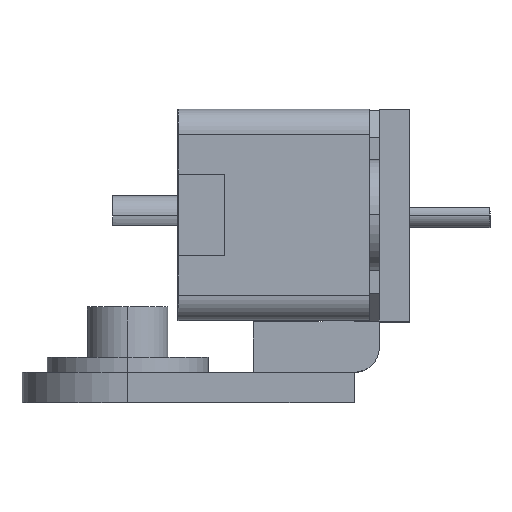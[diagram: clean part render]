
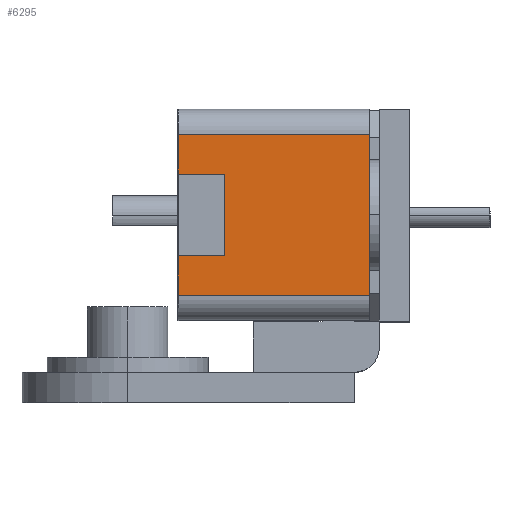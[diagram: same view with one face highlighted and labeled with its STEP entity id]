
A CAD part, top view. The second image highlights one B-rep face of the part: STEP entity #6295.
In plain terms, the highlighted planar face has unit normal (0, 0, 1).
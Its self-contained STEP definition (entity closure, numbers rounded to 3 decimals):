
#173 = VERTEX_POINT ( 'NONE', #2670 ) ;
#181 = ORIENTED_EDGE ( 'NONE', *, *, #3138, .F. ) ;
#266 = EDGE_CURVE ( 'NONE', #3028, #6216, #4020, .T. ) ;
#746 = VERTEX_POINT ( 'NONE', #7085 ) ;
#787 = DIRECTION ( 'NONE',  ( 0., 0., -1. ) ) ;
#1597 = DIRECTION ( 'NONE',  ( 1., 0., 0. ) ) ;
#1647 = ORIENTED_EDGE ( 'NONE', *, *, #266, .F. ) ;
#1652 = VERTEX_POINT ( 'NONE', #4466 ) ;
#1720 = ORIENTED_EDGE ( 'NONE', *, *, #3589, .T. ) ;
#1780 = VECTOR ( 'NONE', #6370, 1000. ) ;
#1787 = AXIS2_PLACEMENT_3D ( 'NONE', #4545, #787, #5902 ) ;
#1843 = LINE ( 'NONE', #5356, #5426 ) ;
#1890 = CARTESIAN_POINT ( 'NONE',  ( -8.1, 9.2, 21. ) ) ;
#1898 = CARTESIAN_POINT ( 'NONE',  ( -21., 0., 21. ) ) ;
#1997 = EDGE_CURVE ( 'NONE', #5835, #746, #1843, .T. ) ;
#2083 = EDGE_CURVE ( 'NONE', #173, #6216, #2770, .T. ) ;
#2186 = VECTOR ( 'NONE', #2580, 1000. ) ;
#2260 = CARTESIAN_POINT ( 'NONE',  ( 8.1, 0., 21. ) ) ;
#2282 = LINE ( 'NONE', #2855, #4911 ) ;
#2458 = LINE ( 'NONE', #1890, #4705 ) ;
#2580 = DIRECTION ( 'NONE',  ( 1., 0., 0. ) ) ;
#2670 = CARTESIAN_POINT ( 'NONE',  ( -16., 0., 21. ) ) ;
#2708 = CARTESIAN_POINT ( 'NONE',  ( -8.1, 0., 21. ) ) ;
#2770 = LINE ( 'NONE', #4613, #5178 ) ;
#2855 = CARTESIAN_POINT ( 'NONE',  ( 16., 38., 21. ) ) ;
#2868 = DIRECTION ( 'NONE',  ( 1., 0., 0. ) ) ;
#2900 = VERTEX_POINT ( 'NONE', #4354 ) ;
#2995 = CARTESIAN_POINT ( 'NONE',  ( -8.1, 9.2, 21. ) ) ;
#3028 = VERTEX_POINT ( 'NONE', #2995 ) ;
#3138 = EDGE_CURVE ( 'NONE', #746, #3028, #2458, .T. ) ;
#3399 = CARTESIAN_POINT ( 'NONE',  ( -21., 38., 21. ) ) ;
#3589 = EDGE_CURVE ( 'NONE', #5835, #2900, #5447, .T. ) ;
#3592 = DIRECTION ( 'NONE',  ( 0., 1., 0. ) ) ;
#3723 = CARTESIAN_POINT ( 'NONE',  ( 16., 38., 21. ) ) ;
#3819 = VECTOR ( 'NONE', #6253, 1000. ) ;
#4020 = LINE ( 'NONE', #5113, #3819 ) ;
#4059 = CARTESIAN_POINT ( 'NONE',  ( -16., 38., 21. ) ) ;
#4187 = DIRECTION ( 'NONE',  ( -1., 0., 0. ) ) ;
#4241 = ORIENTED_EDGE ( 'NONE', *, *, #2083, .T. ) ;
#4354 = CARTESIAN_POINT ( 'NONE',  ( 16., 0., 21. ) ) ;
#4466 = CARTESIAN_POINT ( 'NONE',  ( -16., 38., 21. ) ) ;
#4545 = CARTESIAN_POINT ( 'NONE',  ( -21., 38., 21. ) ) ;
#4613 = CARTESIAN_POINT ( 'NONE',  ( -21., 0., 21. ) ) ;
#4705 = VECTOR ( 'NONE', #4187, 1000. ) ;
#4716 = EDGE_CURVE ( 'NONE', #1652, #173, #6408, .T. ) ;
#4765 = EDGE_CURVE ( 'NONE', #1652, #7004, #6908, .T. ) ;
#4911 = VECTOR ( 'NONE', #7498, 1000. ) ;
#5036 = EDGE_CURVE ( 'NONE', #2900, #7004, #2282, .T. ) ;
#5113 = CARTESIAN_POINT ( 'NONE',  ( -8.1, 9.2, 21. ) ) ;
#5178 = VECTOR ( 'NONE', #1597, 1000. ) ;
#5195 = ORIENTED_EDGE ( 'NONE', *, *, #1997, .F. ) ;
#5356 = CARTESIAN_POINT ( 'NONE',  ( 8.1, 9.2, 21. ) ) ;
#5426 = VECTOR ( 'NONE', #3592, 1000. ) ;
#5430 = ORIENTED_EDGE ( 'NONE', *, *, #4716, .T. ) ;
#5447 = LINE ( 'NONE', #1898, #2186 ) ;
#5589 = EDGE_LOOP ( 'NONE', ( #1720, #6770, #6018, #5430, #4241, #1647, #181, #5195 ) ) ;
#5647 = FACE_OUTER_BOUND ( 'NONE', #5589, .T. ) ;
#5835 = VERTEX_POINT ( 'NONE', #2260 ) ;
#5902 = DIRECTION ( 'NONE',  ( -1., 0., 0. ) ) ;
#6018 = ORIENTED_EDGE ( 'NONE', *, *, #4765, .F. ) ;
#6216 = VERTEX_POINT ( 'NONE', #2708 ) ;
#6253 = DIRECTION ( 'NONE',  ( 0., -1., 0. ) ) ;
#6295 = ADVANCED_FACE ( 'NONE', ( #5647 ), #6789, .F. ) ;
#6370 = DIRECTION ( 'NONE',  ( 0., -1., 0. ) ) ;
#6408 = LINE ( 'NONE', #4059, #1780 ) ;
#6726 = VECTOR ( 'NONE', #2868, 1000. ) ;
#6770 = ORIENTED_EDGE ( 'NONE', *, *, #5036, .T. ) ;
#6789 = PLANE ( 'NONE',  #1787 ) ;
#6908 = LINE ( 'NONE', #3399, #6726 ) ;
#7004 = VERTEX_POINT ( 'NONE', #3723 ) ;
#7085 = CARTESIAN_POINT ( 'NONE',  ( 8.1, 9.2, 21. ) ) ;
#7498 = DIRECTION ( 'NONE',  ( 0., 1., 0. ) ) ;
